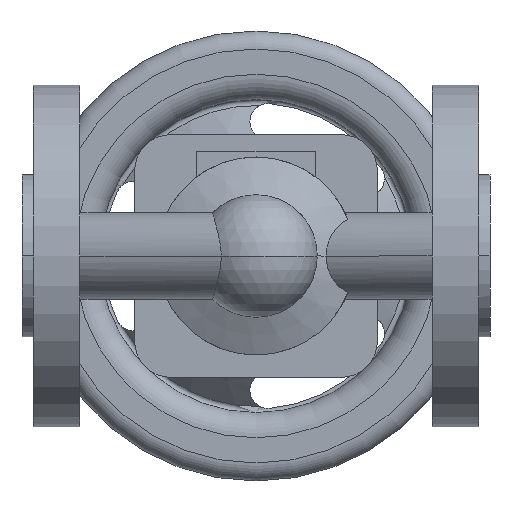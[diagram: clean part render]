
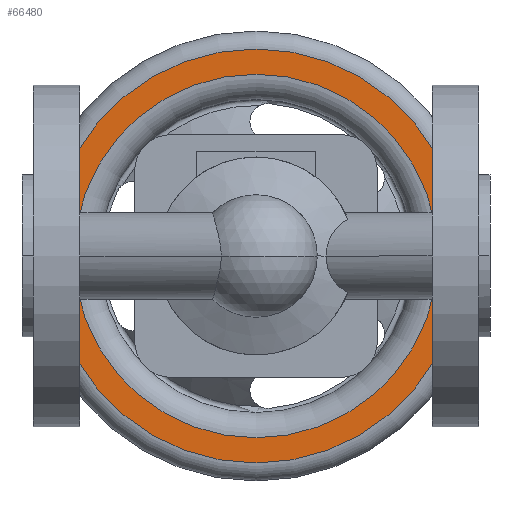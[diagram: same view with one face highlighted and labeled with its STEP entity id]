
A CAD part, front view. The second image highlights one B-rep face of the part: STEP entity #66480.
In plain terms, the highlighted planar face has unit normal (0, -1, 0).
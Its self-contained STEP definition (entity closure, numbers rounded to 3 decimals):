
#65920=CARTESIAN_POINT('',(-57.5,178.,0.));
#65930=VERTEX_POINT('',#65920);
#66020=CARTESIAN_POINT('',(57.5,178.,0.));
#66030=VERTEX_POINT('',#66020);
#66060=CARTESIAN_POINT('',(0.,178.,0.));
#66070=DIRECTION('',(0.,1.,0.));
#66080=DIRECTION('',(1.,0.,0.));
#66090=AXIS2_PLACEMENT_3D('',#66060,#66070,#66080);
#66100=CIRCLE('',#66090,57.5);
#66110=EDGE_CURVE('',#65930,#66030,#66100,.T.);
#66230=CARTESIAN_POINT('',(54.,178.,0.));
#66240=DIRECTION('',(0.,-1.,0.));
#66250=DIRECTION('',(-1.,0.,0.));
#66260=AXIS2_PLACEMENT_3D('',#66230,#66240,#66250);
#66270=PLANE('',#66260);
#66280=EDGE_CURVE('',#66030,#65930,#66100,.T.);
#66290=ORIENTED_EDGE('',*,*,#66280,.F.);
#66300=ORIENTED_EDGE('',*,*,#66110,.F.);
#66310=EDGE_LOOP('',(#66300,#66290));
#66320=FACE_OUTER_BOUND('',#66310,.T.);
#66330=CARTESIAN_POINT('',(0.,178.,0.));
#66340=DIRECTION('',(0.,1.,0.));
#66350=DIRECTION('',(1.,0.,0.));
#66360=AXIS2_PLACEMENT_3D('',#66330,#66340,#66350);
#66370=CIRCLE('',#66360,50.5);
#66380=CARTESIAN_POINT('',(50.5,178.,0.));
#66390=VERTEX_POINT('',#66380);
#66400=CARTESIAN_POINT('',(-50.5,178.,0.));
#66410=VERTEX_POINT('',#66400);
#66420=EDGE_CURVE('',#66390,#66410,#66370,.T.);
#66430=ORIENTED_EDGE('',*,*,#66420,.T.);
#66440=EDGE_CURVE('',#66410,#66390,#66370,.T.);
#66450=ORIENTED_EDGE('',*,*,#66440,.T.);
#66460=EDGE_LOOP('',(#66450,#66430));
#66470=FACE_BOUND('',#66460,.T.);
#66480=ADVANCED_FACE('',(#66320,#66470),#66270,.T.);
